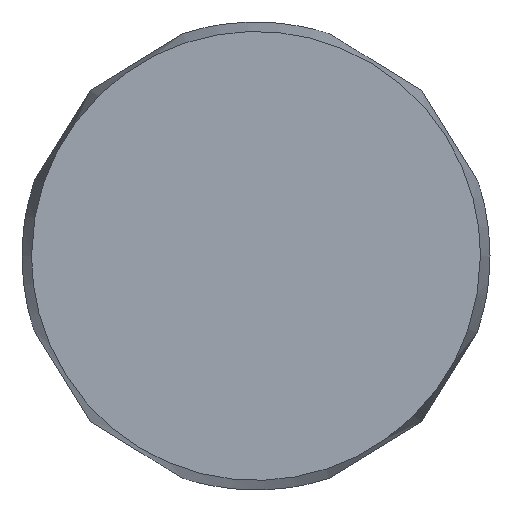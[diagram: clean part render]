
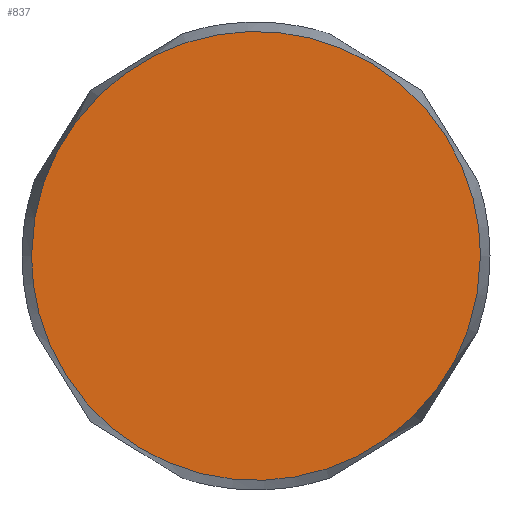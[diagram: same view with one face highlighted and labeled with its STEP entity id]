
A CAD part, top view. The second image highlights one B-rep face of the part: STEP entity #837.
In plain terms, the highlighted free-form (B-spline) face has degree [1, 1] with [2, 2] control points.
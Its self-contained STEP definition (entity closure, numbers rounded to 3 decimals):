
#796=CARTESIAN_POINT('',(-3.689,-3.689,32.));
#797=CARTESIAN_POINT('',(3.689,-3.689,32.));
#798=CARTESIAN_POINT('',(-3.689,3.689,32.));
#799=CARTESIAN_POINT('',(3.689,3.689,32.));
#800=B_SPLINE_SURFACE_WITH_KNOTS('',1,1,((#796,#798),(#797,#799)),.UNSPECIFIED.,.F.,.F.,.U.,(2,2),(2,2),(0.0,7.378),(0.0,7.378),.UNSPECIFIED.);
#801=CARTESIAN_POINT('',(3.354,0.0,32.));
#802=VERTEX_POINT('',#801);
#803=CARTESIAN_POINT('',(-3.354,0.0,32.));
#804=VERTEX_POINT('',#803);
#805=CARTESIAN_POINT('',(3.354,0.0,32.));
#806=CARTESIAN_POINT('',(3.354,-3.354,32.));
#807=CARTESIAN_POINT('',(0.0,-3.354,32.));
#808=CARTESIAN_POINT('',(-3.354,-3.354,32.));
#809=CARTESIAN_POINT('',(-3.354,0.0,32.));
#817=(BOUNDED_CURVE()B_SPLINE_CURVE(2,(#805,#806,#807,#808,#809),.UNSPECIFIED.,.F.,.U.)B_SPLINE_CURVE_WITH_KNOTS((3,2,3),(0.5,0.75,1.0),.UNSPECIFIED.)CURVE()GEOMETRIC_REPRESENTATION_ITEM()RATIONAL_B_SPLINE_CURVE((1.0,0.707,1.0,0.707,1.0))REPRESENTATION_ITEM(''));
#818=EDGE_CURVE('',#802,#804,#817,.T.);
#819=ORIENTED_EDGE('',*,*,#818,.F.);
#820=CARTESIAN_POINT('',(-3.354,0.0,32.));
#821=CARTESIAN_POINT('',(-3.354,3.354,32.));
#822=CARTESIAN_POINT('',(0.0,3.354,32.));
#823=CARTESIAN_POINT('',(3.354,3.354,32.));
#824=CARTESIAN_POINT('',(3.354,0.0,32.));
#832=(BOUNDED_CURVE()B_SPLINE_CURVE(2,(#820,#821,#822,#823,#824),.UNSPECIFIED.,.F.,.U.)B_SPLINE_CURVE_WITH_KNOTS((3,2,3),(0.0,0.25,0.5),.UNSPECIFIED.)CURVE()GEOMETRIC_REPRESENTATION_ITEM()RATIONAL_B_SPLINE_CURVE((1.0,0.707,1.0,0.707,1.0))REPRESENTATION_ITEM(''));
#833=EDGE_CURVE('',#804,#802,#832,.T.);
#834=ORIENTED_EDGE('',*,*,#833,.F.);
#835=EDGE_LOOP('',(#819,#834));
#836=FACE_OUTER_BOUND('',#835,.T.);
#837=ADVANCED_FACE('',(#836),#800,.T.);
